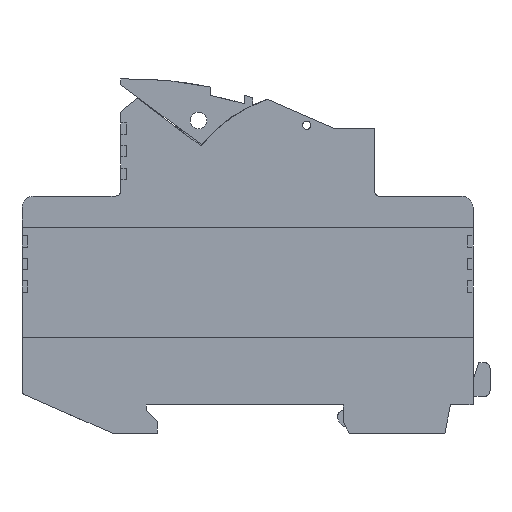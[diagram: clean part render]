
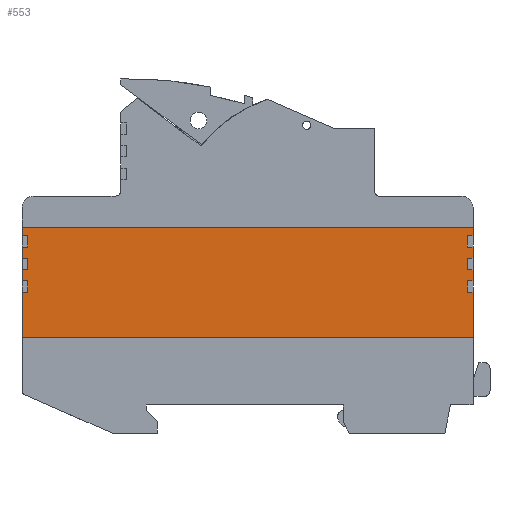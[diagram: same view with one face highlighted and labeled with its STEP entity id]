
A CAD part, left-side view. The second image highlights one B-rep face of the part: STEP entity #553.
In plain terms, the highlighted planar face has unit normal (-1, 0, 0).
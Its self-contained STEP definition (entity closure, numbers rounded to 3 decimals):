
#553=ADVANCED_FACE('VOLUMENK\X\D6RPER1',(#1360),#1361,.F.);
#1360=FACE_OUTER_BOUND('',#2422,.T.);
#1361=PLANE('',#2423);
#2422=EDGE_LOOP('',(#4226,#4227,#4228,#4229,#4230,#4231,#4232,#4233,#4234,#4235,#4236,#4237,#4238,#4239,#4240,#4241,#4242,#4243,#4244,#4245,#4246,#4247,#4248,#4249,#4250,#4251,#4252,#4253));
#2423=AXIS2_PLACEMENT_3D('',#4254,#4255,#4256);
#4226=ORIENTED_EDGE('',*,*,#7236,.F.);
#4227=ORIENTED_EDGE('',*,*,#7096,.F.);
#4228=ORIENTED_EDGE('',*,*,#7237,.F.);
#4229=ORIENTED_EDGE('',*,*,#7238,.F.);
#4230=ORIENTED_EDGE('',*,*,#7239,.F.);
#4231=ORIENTED_EDGE('',*,*,#7092,.F.);
#4232=ORIENTED_EDGE('',*,*,#7234,.F.);
#4233=ORIENTED_EDGE('',*,*,#7146,.F.);
#4234=ORIENTED_EDGE('',*,*,#7240,.F.);
#4235=ORIENTED_EDGE('',*,*,#7241,.F.);
#4236=ORIENTED_EDGE('',*,*,#7242,.F.);
#4237=ORIENTED_EDGE('',*,*,#7142,.F.);
#4238=ORIENTED_EDGE('',*,*,#7243,.F.);
#4239=ORIENTED_EDGE('',*,*,#7244,.F.);
#4240=ORIENTED_EDGE('',*,*,#7245,.F.);
#4241=ORIENTED_EDGE('',*,*,#7138,.F.);
#4242=ORIENTED_EDGE('',*,*,#7246,.F.);
#4243=ORIENTED_EDGE('',*,*,#7247,.F.);
#4244=ORIENTED_EDGE('',*,*,#7248,.F.);
#4245=ORIENTED_EDGE('',*,*,#7134,.F.);
#4246=ORIENTED_EDGE('',*,*,#7112,.F.);
#4247=ORIENTED_EDGE('',*,*,#7104,.F.);
#4248=ORIENTED_EDGE('',*,*,#7249,.F.);
#4249=ORIENTED_EDGE('',*,*,#7250,.F.);
#4250=ORIENTED_EDGE('',*,*,#7251,.F.);
#4251=ORIENTED_EDGE('',*,*,#7100,.F.);
#4252=ORIENTED_EDGE('',*,*,#7252,.F.);
#4253=ORIENTED_EDGE('',*,*,#7253,.F.);
#4254=CARTESIAN_POINT('',(0.5,43.,26.935));
#4255=DIRECTION('',(1.0,0.0,0.0));
#4256=DIRECTION('',(0.0,0.0,-1.0));
#7092=EDGE_CURVE('',#8794,#8796,#8797,.T.);
#7096=EDGE_CURVE('',#8802,#8804,#8805,.T.);
#7100=EDGE_CURVE('',#8810,#8812,#8813,.T.);
#7104=EDGE_CURVE('',#8818,#8820,#8821,.T.);
#7112=EDGE_CURVE('LINE',#8820,#8834,#8835,.T.);
#7134=EDGE_CURVE('',#8834,#8876,#8877,.T.);
#7138=EDGE_CURVE('',#8882,#8884,#8885,.T.);
#7142=EDGE_CURVE('',#8890,#8892,#8893,.T.);
#7146=EDGE_CURVE('',#8898,#8900,#8901,.T.);
#7234=EDGE_CURVE('LINE',#8900,#8794,#9036,.T.);
#7236=EDGE_CURVE('LINE',#8804,#9038,#9039,.T.);
#7237=EDGE_CURVE('LINE',#9040,#8802,#9041,.T.);
#7238=EDGE_CURVE('LINE',#9042,#9040,#9043,.T.);
#7239=EDGE_CURVE('LINE',#8796,#9042,#9044,.T.);
#7240=EDGE_CURVE('LINE',#9045,#8898,#9046,.T.);
#7241=EDGE_CURVE('LINE',#9047,#9045,#9048,.T.);
#7242=EDGE_CURVE('LINE',#8892,#9047,#9049,.T.);
#7243=EDGE_CURVE('LINE',#9050,#8890,#9051,.T.);
#7244=EDGE_CURVE('LINE',#9052,#9050,#9053,.T.);
#7245=EDGE_CURVE('LINE',#8884,#9052,#9054,.T.);
#7246=EDGE_CURVE('LINE',#9055,#8882,#9056,.T.);
#7247=EDGE_CURVE('LINE',#9057,#9055,#9058,.T.);
#7248=EDGE_CURVE('LINE',#8876,#9057,#9059,.T.);
#7249=EDGE_CURVE('LINE',#9060,#8818,#9061,.T.);
#7250=EDGE_CURVE('LINE',#9062,#9060,#9063,.T.);
#7251=EDGE_CURVE('LINE',#8812,#9062,#9064,.T.);
#7252=EDGE_CURVE('LINE',#9065,#8810,#9066,.T.);
#7253=EDGE_CURVE('LINE',#9038,#9065,#9067,.T.);
#8794=VERTEX_POINT('',#11563);
#8796=VERTEX_POINT('',#11566);
#8797=LINE('',#11567,#11568);
#8802=VERTEX_POINT('',#11575);
#8804=VERTEX_POINT('',#11578);
#8805=LINE('',#11579,#11580);
#8810=VERTEX_POINT('',#11587);
#8812=VERTEX_POINT('',#11590);
#8813=LINE('',#11591,#11592);
#8818=VERTEX_POINT('',#11599);
#8820=VERTEX_POINT('',#11602);
#8821=LINE('',#11603,#11604);
#8834=VERTEX_POINT('',#11623);
#8835=LINE('',#11624,#11625);
#8876=VERTEX_POINT('',#11686);
#8877=LINE('',#11687,#11688);
#8882=VERTEX_POINT('',#11695);
#8884=VERTEX_POINT('',#11698);
#8885=LINE('',#11699,#11700);
#8890=VERTEX_POINT('',#11707);
#8892=VERTEX_POINT('',#11710);
#8893=LINE('',#11711,#11712);
#8898=VERTEX_POINT('',#11719);
#8900=VERTEX_POINT('',#11722);
#8901=LINE('',#11723,#11724);
#9036=LINE('',#11951,#11952);
#9038=VERTEX_POINT('',#11954);
#9039=LINE('',#11955,#11956);
#9040=VERTEX_POINT('',#11957);
#9041=LINE('',#11958,#11959);
#9042=VERTEX_POINT('',#11960);
#9043=LINE('',#11961,#11962);
#9044=LINE('',#11963,#11964);
#9045=VERTEX_POINT('',#11965);
#9046=LINE('',#11966,#11967);
#9047=VERTEX_POINT('',#11968);
#9048=LINE('',#11969,#11970);
#9049=LINE('',#11971,#11972);
#9050=VERTEX_POINT('',#11973);
#9051=LINE('',#11974,#11975);
#9052=VERTEX_POINT('',#11976);
#9053=LINE('',#11977,#11978);
#9054=LINE('',#11979,#11980);
#9055=VERTEX_POINT('',#11981);
#9056=LINE('',#11982,#11983);
#9057=VERTEX_POINT('',#11984);
#9058=LINE('',#11985,#11986);
#9059=LINE('',#11987,#11988);
#9060=VERTEX_POINT('',#11989);
#9061=LINE('',#11990,#11991);
#9062=VERTEX_POINT('',#11992);
#9063=LINE('',#11993,#11994);
#9064=LINE('',#11995,#11996);
#9065=VERTEX_POINT('',#11997);
#9066=LINE('',#11998,#11999);
#9067=LINE('',#12000,#12001);
#11563=CARTESIAN_POINT('',(0.5,83.,17.));
#11566=CARTESIAN_POINT('',(0.5,83.,25.));
#11567=CARTESIAN_POINT('',(0.5,83.,21.));
#11568=VECTOR('',#14372,1.0);
#11575=CARTESIAN_POINT('',(0.5,83.,27.));
#11578=CARTESIAN_POINT('',(0.5,83.,29.));
#11579=CARTESIAN_POINT('',(0.5,83.,28.));
#11580=VECTOR('',#14376,1.0);
#11587=CARTESIAN_POINT('',(0.5,83.,31.));
#11590=CARTESIAN_POINT('',(0.5,83.,33.));
#11591=CARTESIAN_POINT('',(0.5,83.,32.));
#11592=VECTOR('',#14380,1.0);
#11599=CARTESIAN_POINT('',(0.5,83.,35.));
#11602=CARTESIAN_POINT('',(0.5,83.,36.5));
#11603=CARTESIAN_POINT('',(0.5,83.,35.75));
#11604=VECTOR('',#14384,1.0);
#11623=CARTESIAN_POINT('',(0.5,3.,36.5));
#11624=CARTESIAN_POINT('',(0.5,43.,36.5));
#11625=VECTOR('',#14391,1.0);
#11686=CARTESIAN_POINT('',(0.5,3.,35.));
#11687=CARTESIAN_POINT('',(0.5,3.,35.75));
#11688=VECTOR('',#14412,1.0);
#11695=CARTESIAN_POINT('',(0.5,3.,33.));
#11698=CARTESIAN_POINT('',(0.5,3.,31.));
#11699=CARTESIAN_POINT('',(0.5,3.,32.));
#11700=VECTOR('',#14416,1.0);
#11707=CARTESIAN_POINT('',(0.5,3.,29.));
#11710=CARTESIAN_POINT('',(0.5,3.,27.));
#11711=CARTESIAN_POINT('',(0.5,3.,28.));
#11712=VECTOR('',#14420,1.0);
#11719=CARTESIAN_POINT('',(0.5,3.,25.));
#11722=CARTESIAN_POINT('',(0.5,3.,17.));
#11723=CARTESIAN_POINT('',(0.5,3.,21.));
#11724=VECTOR('',#14424,1.0);
#11951=CARTESIAN_POINT('',(0.5,43.,17.));
#11952=VECTOR('',#14497,1.0);
#11954=CARTESIAN_POINT('',(0.5,82.,29.));
#11955=CARTESIAN_POINT('',(0.5,82.5,29.));
#11956=VECTOR('',#14498,1.0);
#11957=CARTESIAN_POINT('',(0.5,82.,27.));
#11958=CARTESIAN_POINT('',(0.5,82.5,27.));
#11959=VECTOR('',#14499,1.0);
#11960=CARTESIAN_POINT('',(0.5,82.,25.));
#11961=CARTESIAN_POINT('',(0.5,82.,26.));
#11962=VECTOR('',#14500,1.0);
#11963=CARTESIAN_POINT('',(0.5,82.5,25.));
#11964=VECTOR('',#14501,1.0);
#11965=CARTESIAN_POINT('',(0.5,4.,25.));
#11966=CARTESIAN_POINT('',(0.5,3.5,25.));
#11967=VECTOR('',#14502,1.0);
#11968=CARTESIAN_POINT('',(0.5,4.,27.));
#11969=CARTESIAN_POINT('',(0.5,4.,26.));
#11970=VECTOR('',#14503,1.0);
#11971=CARTESIAN_POINT('',(0.5,3.5,27.));
#11972=VECTOR('',#14504,1.0);
#11973=CARTESIAN_POINT('',(0.5,4.,29.));
#11974=CARTESIAN_POINT('',(0.5,3.5,29.));
#11975=VECTOR('',#14505,1.0);
#11976=CARTESIAN_POINT('',(0.5,4.,31.));
#11977=CARTESIAN_POINT('',(0.5,4.,30.));
#11978=VECTOR('',#14506,1.0);
#11979=CARTESIAN_POINT('',(0.5,3.5,31.));
#11980=VECTOR('',#14507,1.0);
#11981=CARTESIAN_POINT('',(0.5,4.,33.));
#11982=CARTESIAN_POINT('',(0.5,3.5,33.));
#11983=VECTOR('',#14508,1.0);
#11984=CARTESIAN_POINT('',(0.5,4.,35.));
#11985=CARTESIAN_POINT('',(0.5,4.,34.));
#11986=VECTOR('',#14509,1.0);
#11987=CARTESIAN_POINT('',(0.5,3.5,35.));
#11988=VECTOR('',#14510,1.0);
#11989=CARTESIAN_POINT('',(0.5,82.,35.));
#11990=CARTESIAN_POINT('',(0.5,82.5,35.));
#11991=VECTOR('',#14511,1.0);
#11992=CARTESIAN_POINT('',(0.5,82.,33.));
#11993=CARTESIAN_POINT('',(0.5,82.,34.));
#11994=VECTOR('',#14512,1.0);
#11995=CARTESIAN_POINT('',(0.5,82.5,33.));
#11996=VECTOR('',#14513,1.0);
#11997=CARTESIAN_POINT('',(0.5,82.,31.));
#11998=CARTESIAN_POINT('',(0.5,82.5,31.));
#11999=VECTOR('',#14514,1.0);
#12000=CARTESIAN_POINT('',(0.5,82.,30.));
#12001=VECTOR('',#14515,1.0);
#14372=DIRECTION('',(0.0,0.0,1.0));
#14376=DIRECTION('',(0.0,0.0,1.0));
#14380=DIRECTION('',(0.0,0.0,1.0));
#14384=DIRECTION('',(0.0,0.0,1.0));
#14391=DIRECTION('',(0.0,-1.0,0.0));
#14412=DIRECTION('',(0.0,0.0,-1.0));
#14416=DIRECTION('',(0.0,0.0,-1.0));
#14420=DIRECTION('',(0.0,0.0,-1.0));
#14424=DIRECTION('',(0.0,0.0,-1.0));
#14497=DIRECTION('',(0.0,1.0,0.0));
#14498=DIRECTION('',(0.0,-1.0,0.0));
#14499=DIRECTION('',(0.0,1.0,0.0));
#14500=DIRECTION('',(0.0,0.0,1.0));
#14501=DIRECTION('',(0.0,-1.0,0.0));
#14502=DIRECTION('',(0.0,-1.0,0.0));
#14503=DIRECTION('',(0.0,0.0,-1.0));
#14504=DIRECTION('',(0.0,1.0,0.0));
#14505=DIRECTION('',(0.0,-1.0,0.0));
#14506=DIRECTION('',(0.0,0.0,-1.0));
#14507=DIRECTION('',(0.0,1.0,0.0));
#14508=DIRECTION('',(0.0,-1.0,0.0));
#14509=DIRECTION('',(0.0,0.0,-1.0));
#14510=DIRECTION('',(0.0,1.0,0.0));
#14511=DIRECTION('',(0.0,1.0,0.0));
#14512=DIRECTION('',(0.0,0.0,1.0));
#14513=DIRECTION('',(0.0,-1.0,0.0));
#14514=DIRECTION('',(0.0,1.0,0.0));
#14515=DIRECTION('',(0.0,0.0,1.0));
